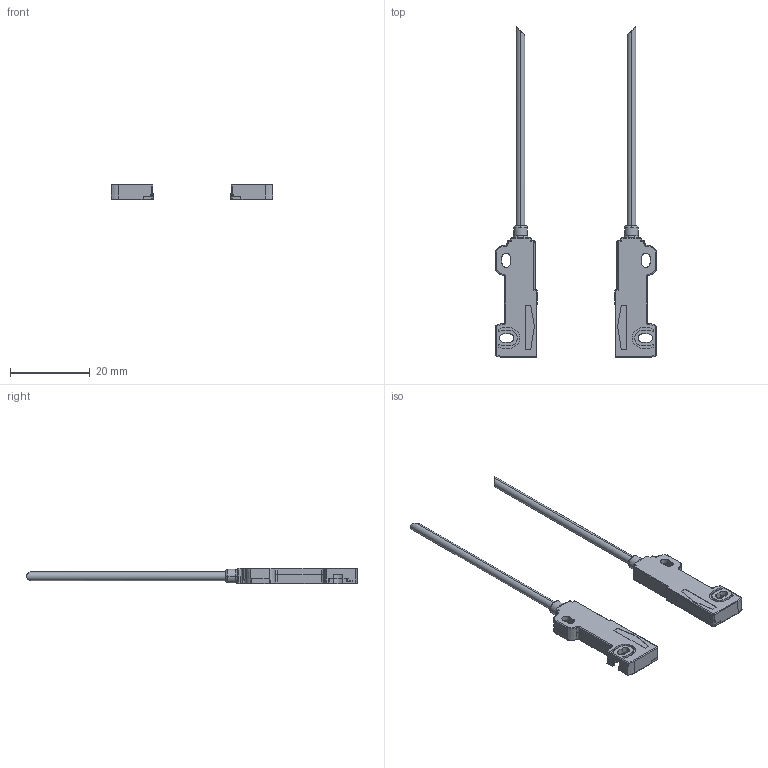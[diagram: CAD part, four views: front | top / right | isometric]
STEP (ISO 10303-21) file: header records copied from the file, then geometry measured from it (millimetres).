
FILE_DESCRIPTION (( 'STEP AP203' ), '1' );
FILE_NAME ('E11（3D）.STEP', '2022-11-10T06:32:09', ( 'PC' ), ( 'Microsoft' ), 'SwSTEP 2.0', 'SolidWorks 2020', '' );
FILE_SCHEMA (( 'CONFIG_CONTROL_DESIGN' ));
Length unit declared in the file: millimetre
Products named in the file (1): E11ㄗ3Dㄘ
Bounding box: 40.38 x 82.75 x 3.92 mm (x, y, z)
Volume: 2259.8 mm3; surface area: 2786.3 mm2
Topology: 2 solids, 4 shells, 688 faces, 1808 edges, 1138 vertices
Faces by surface type: plane 364, cylinder 174, bspline 74, cone 42, torus 34
Entity records: 22531 total; most frequent: CARTESIAN_POINT 6273, ORIENTED_EDGE 3616, DIRECTION 3112, EDGE_CURVE 1808, VERTEX_POINT 1138, VECTOR 1078, LINE 1078, AXIS2_PLACEMENT_3D 1017
